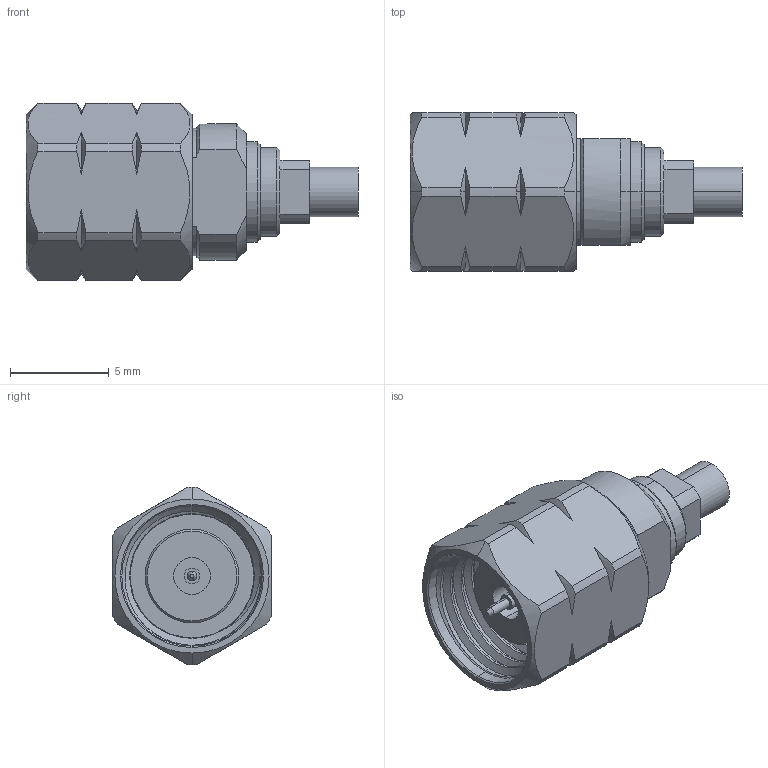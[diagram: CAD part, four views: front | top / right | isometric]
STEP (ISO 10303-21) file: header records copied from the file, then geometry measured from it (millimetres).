
FILE_DESCRIPTION (( 'STEP AP214' ), '1' );
FILE_NAME ('FMAD9992_3D.step', '2023-07-05T18:20:00', ( '' ), ( '' ), 'SwSTEP 2.0', 'SolidWorks 2022', '' );
FILE_SCHEMA (( 'AUTOMOTIVE_DESIGN' ));
Length unit declared in the file: millimetre
Products named in the file (1): FMAD9992_3D
Bounding box: 16.8 x 8 x 9 mm (x, y, z)
Volume: 444.3 mm3; surface area: 927.4 mm2
Topology: 4 solids, 4 shells, 198 faces, 492 edges, 316 vertices
Faces by surface type: cylinder 93, cone 61, plane 40, sphere 2, bspline 2
Entity records: 6916 total; most frequent: CARTESIAN_POINT 2163, DIRECTION 986, ORIENTED_EDGE 980, EDGE_CURVE 490, AXIS2_PLACEMENT_3D 408, VERTEX_POINT 316, EDGE_LOOP 220, CIRCLE 211
